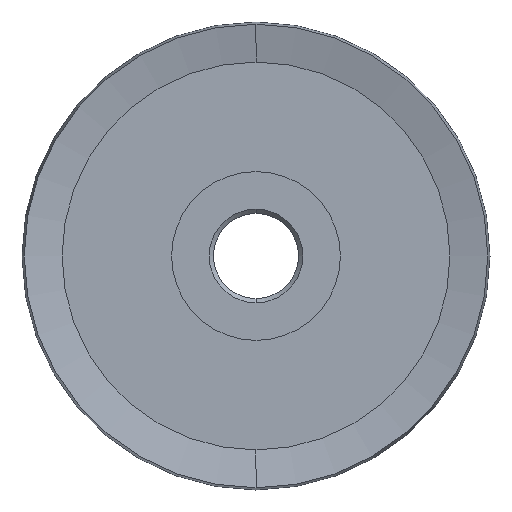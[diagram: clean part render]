
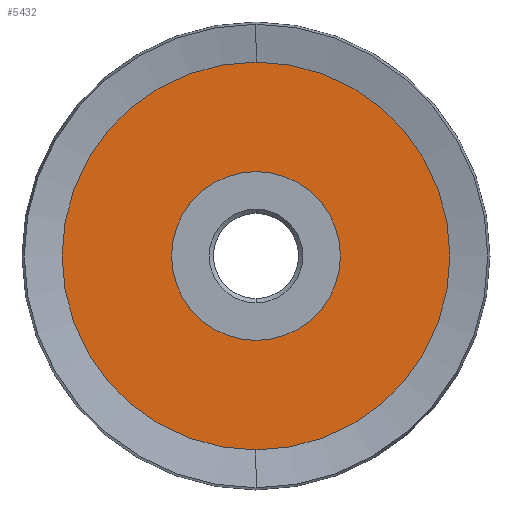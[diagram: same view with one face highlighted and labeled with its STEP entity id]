
A CAD part, left-side view. The second image highlights one B-rep face of the part: STEP entity #5432.
In plain terms, the highlighted planar face has unit normal (-1, 0, 0).
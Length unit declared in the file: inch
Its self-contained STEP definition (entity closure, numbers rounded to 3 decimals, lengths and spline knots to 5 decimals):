
#12 = DIRECTION ( 'NONE',  ( 0., 0., 1. ) ) ;
#223 = AXIS2_PLACEMENT_3D ( 'NONE', #6881, #3462, #12 ) ;
#290 = CIRCLE ( 'NONE', #7283, 0.248 ) ;
#310 = ORIENTED_EDGE ( 'NONE', *, *, #2579, .F. ) ;
#323 = CARTESIAN_POINT ( 'NONE',  ( 0.0315, 0., 0.248 ) ) ;
#562 = CARTESIAN_POINT ( 'NONE',  ( 0.0315, 0., 0. ) ) ;
#622 = ORIENTED_EDGE ( 'NONE', *, *, #7386, .T. ) ;
#1283 = VERTEX_POINT ( 'NONE', #3794 ) ;
#1881 = CIRCLE ( 'NONE', #2697, 0.248 ) ;
#1947 = CARTESIAN_POINT ( 'NONE',  ( 0.0315, 0., 0. ) ) ;
#2158 = CARTESIAN_POINT ( 'NONE',  ( 0.0315, 0., 0. ) ) ;
#2507 = DIRECTION ( 'NONE',  ( 0., 0., 1. ) ) ;
#2542 = ORIENTED_EDGE ( 'NONE', *, *, #6278, .F. ) ;
#2553 = VERTEX_POINT ( 'NONE', #4778 ) ;
#2579 = EDGE_CURVE ( 'NONE', #7096, #2553, #1881, .T. ) ;
#2609 = CARTESIAN_POINT ( 'NONE',  ( 0.0315, 0., 0. ) ) ;
#2697 = AXIS2_PLACEMENT_3D ( 'NONE', #1947, #5964, #2507 ) ;
#2737 = DIRECTION ( 'NONE',  ( 0., 0., 1. ) ) ;
#2863 = PLANE ( 'NONE',  #3913 ) ;
#2940 = CIRCLE ( 'NONE', #7086, 0.56969 ) ;
#3034 = VERTEX_POINT ( 'NONE', #5218 ) ;
#3194 = DIRECTION ( 'NONE',  ( 0., 0., 1. ) ) ;
#3225 = EDGE_LOOP ( 'NONE', ( #622, #5357 ) ) ;
#3441 = DIRECTION ( 'NONE',  ( -1., 0., 0. ) ) ;
#3452 = FACE_OUTER_BOUND ( 'NONE', #3225, .T. ) ;
#3462 = DIRECTION ( 'NONE',  ( -1., 0., 0. ) ) ;
#3530 = EDGE_LOOP ( 'NONE', ( #310, #2542 ) ) ;
#3606 = EDGE_CURVE ( 'NONE', #3034, #1283, #2940, .T. ) ;
#3794 = CARTESIAN_POINT ( 'NONE',  ( 0.0315, 0., 0.56969 ) ) ;
#3913 = AXIS2_PLACEMENT_3D ( 'NONE', #562, #3441, #7414 ) ;
#4778 = CARTESIAN_POINT ( 'NONE',  ( 0.0315, 0., -0.248 ) ) ;
#5000 = FACE_BOUND ( 'NONE', #3530, .T. ) ;
#5218 = CARTESIAN_POINT ( 'NONE',  ( 0.0315, 0., -0.56969 ) ) ;
#5357 = ORIENTED_EDGE ( 'NONE', *, *, #3606, .T. ) ;
#5432 = ADVANCED_FACE ( 'NONE', ( #5000, #3452 ), #2863, .T. ) ;
#5835 = CIRCLE ( 'NONE', #223, 0.56969 ) ;
#5964 = DIRECTION ( 'NONE',  ( -1., 0., 0. ) ) ;
#6177 = DIRECTION ( 'NONE',  ( -1., 0., 0. ) ) ;
#6278 = EDGE_CURVE ( 'NONE', #2553, #7096, #290, .T. ) ;
#6624 = DIRECTION ( 'NONE',  ( -1., 0., 0. ) ) ;
#6881 = CARTESIAN_POINT ( 'NONE',  ( 0.0315, 0., 0. ) ) ;
#7086 = AXIS2_PLACEMENT_3D ( 'NONE', #2158, #6177, #2737 ) ;
#7096 = VERTEX_POINT ( 'NONE', #323 ) ;
#7283 = AXIS2_PLACEMENT_3D ( 'NONE', #2609, #6624, #3194 ) ;
#7386 = EDGE_CURVE ( 'NONE', #1283, #3034, #5835, .T. ) ;
#7414 = DIRECTION ( 'NONE',  ( 0., 0., 1. ) ) ;
